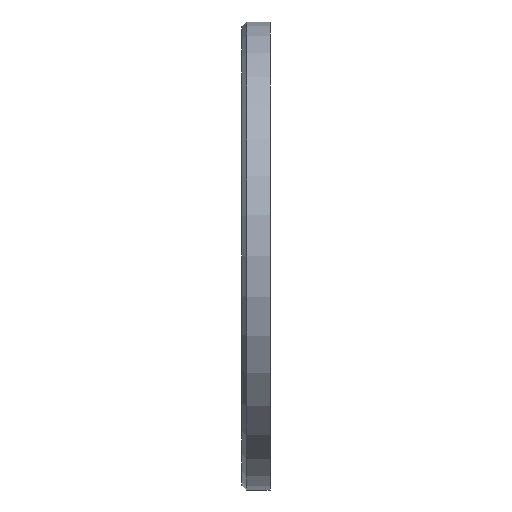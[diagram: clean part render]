
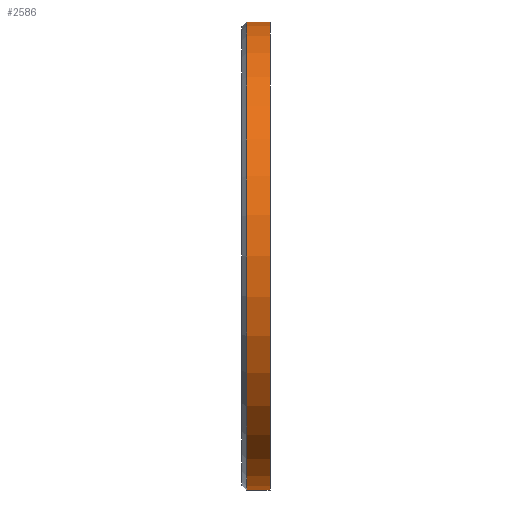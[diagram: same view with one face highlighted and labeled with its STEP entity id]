
A CAD part, left-side view. The second image highlights one B-rep face of the part: STEP entity #2586.
In plain terms, the highlighted cylindrical face has radius 50 mm (diameter 100 mm), a partial arc.
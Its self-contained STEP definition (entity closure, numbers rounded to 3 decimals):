
#22 = AXIS2_PLACEMENT_3D ( 'NONE', #6930, #8123, #8167 ) ;
#421 = VERTEX_POINT ( 'NONE', #3956 ) ;
#525 = VECTOR ( 'NONE', #8181, 1000. ) ;
#1892 = CARTESIAN_POINT ( 'NONE',  ( 0., 5., 50. ) ) ;
#2126 = VERTEX_POINT ( 'NONE', #5678 ) ;
#2352 = EDGE_CURVE ( 'NONE', #3744, #2126, #4346, .T. ) ;
#2586 = ADVANCED_FACE ( 'NONE', ( #10557 ), #6025, .T. ) ;
#2942 = CARTESIAN_POINT ( 'NONE',  ( 0., 5., 0. ) ) ;
#3724 = DIRECTION ( 'NONE',  ( 0., 0., 1. ) ) ;
#3744 = VERTEX_POINT ( 'NONE', #11945 ) ;
#3956 = CARTESIAN_POINT ( 'NONE',  ( 0., 5., -50. ) ) ;
#4304 = AXIS2_PLACEMENT_3D ( 'NONE', #2942, #9917, #10920 ) ;
#4346 = CIRCLE ( 'NONE', #5313, 50. ) ;
#4601 = ORIENTED_EDGE ( 'NONE', *, *, #7167, .F. ) ;
#4689 = LINE ( 'NONE', #11216, #8309 ) ;
#4830 = ORIENTED_EDGE ( 'NONE', *, *, #11454, .T. ) ;
#5235 = DIRECTION ( 'NONE',  ( 0., -1., 0. ) ) ;
#5313 = AXIS2_PLACEMENT_3D ( 'NONE', #6656, #9738, #3724 ) ;
#5504 = EDGE_CURVE ( 'NONE', #421, #3744, #4689, .T. ) ;
#5678 = CARTESIAN_POINT ( 'NONE',  ( 0., 0., 50. ) ) ;
#6025 = CYLINDRICAL_SURFACE ( 'NONE', #22, 50. ) ;
#6339 = ORIENTED_EDGE ( 'NONE', *, *, #5504, .T. ) ;
#6656 = CARTESIAN_POINT ( 'NONE',  ( 0., 0., 0. ) ) ;
#6930 = CARTESIAN_POINT ( 'NONE',  ( 0., 6., 0. ) ) ;
#7167 = EDGE_CURVE ( 'NONE', #8521, #2126, #9230, .T. ) ;
#8123 = DIRECTION ( 'NONE',  ( 0., -1., 0. ) ) ;
#8167 = DIRECTION ( 'NONE',  ( 0., 0., -1. ) ) ;
#8181 = DIRECTION ( 'NONE',  ( 0., -1., 0. ) ) ;
#8309 = VECTOR ( 'NONE', #5235, 1000. ) ;
#8521 = VERTEX_POINT ( 'NONE', #1892 ) ;
#9015 = CARTESIAN_POINT ( 'NONE',  ( 0., 6., 50. ) ) ;
#9230 = LINE ( 'NONE', #9015, #525 ) ;
#9738 = DIRECTION ( 'NONE',  ( 0., 1., 0. ) ) ;
#9917 = DIRECTION ( 'NONE',  ( 0., -1., 0. ) ) ;
#10557 = FACE_OUTER_BOUND ( 'NONE', #12061, .T. ) ;
#10920 = DIRECTION ( 'NONE',  ( 0., 0., 1. ) ) ;
#11216 = CARTESIAN_POINT ( 'NONE',  ( 0., 6., -50. ) ) ;
#11454 = EDGE_CURVE ( 'NONE', #8521, #421, #11759, .T. ) ;
#11759 = CIRCLE ( 'NONE', #4304, 50. ) ;
#11945 = CARTESIAN_POINT ( 'NONE',  ( 0., 0., -50. ) ) ;
#11972 = ORIENTED_EDGE ( 'NONE', *, *, #2352, .T. ) ;
#12061 = EDGE_LOOP ( 'NONE', ( #4601, #4830, #6339, #11972 ) ) ;
